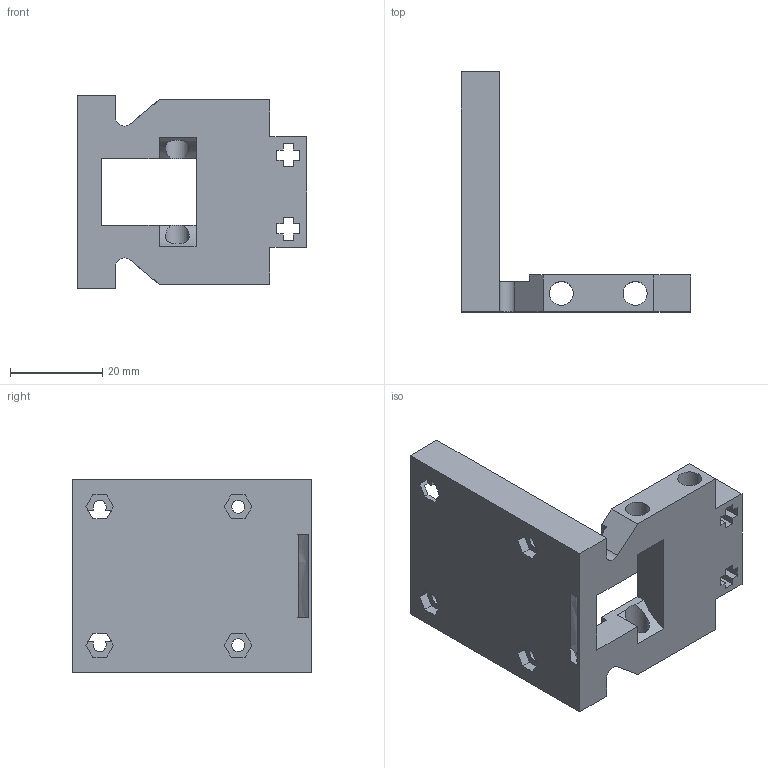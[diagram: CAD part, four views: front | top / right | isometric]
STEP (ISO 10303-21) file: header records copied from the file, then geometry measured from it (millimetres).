
FILE_DESCRIPTION(/* description */ (''),/* implementation_level */ '2;1');
FILE_NAME(/* name */ 'Camera mount.step',/* time_stamp */ '2024-09-16T21:46:50+02:00',/* author */ (''),/* organization */ (''),/* preprocessor_version */ 'ST-DEVELOPER v20',/* originating_system */ 'Autodesk Translation Framework v13.14.0.145',/* authorisation */ '');
FILE_SCHEMA (('AUTOMOTIVE_DESIGN { 1 0 10303 214 3 1 1 }'));
Length unit declared in the file: millimetre
Products named in the file (2): Car-FlawFactory; Camera mount
Assembly tree (1 placements, depth 2):
  Car-FlawFactory
    Camera mount
Bounding box: 49.75 x 52 x 42 mm (x, y, z)
Volume: 15395 mm3; surface area: 12365.9 mm2
Topology: 1 solids, 1 shells, 132 faces, 399 edges, 266 vertices
Faces by surface type: plane 113, cylinder 17, bspline 2
Full cylindrical faces by diameter (mm): 2.8 x4, 5.2 x3
Entity records: 4640 total; most frequent: CARTESIAN_POINT 946, ORIENTED_EDGE 798, DIRECTION 689, EDGE_CURVE 399, LINE 351, VECTOR 351, VERTEX_POINT 266, AXIS2_PLACEMENT_3D 169
